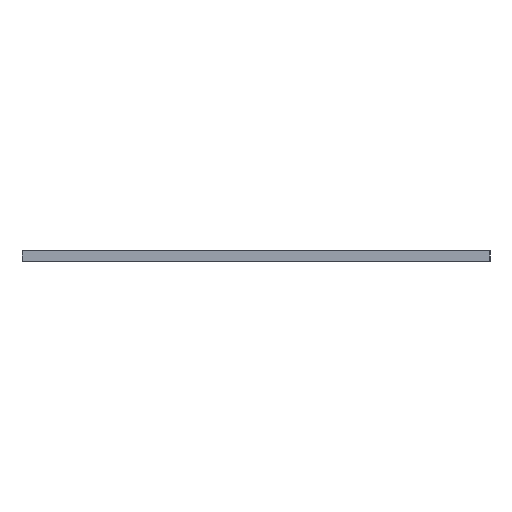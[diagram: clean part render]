
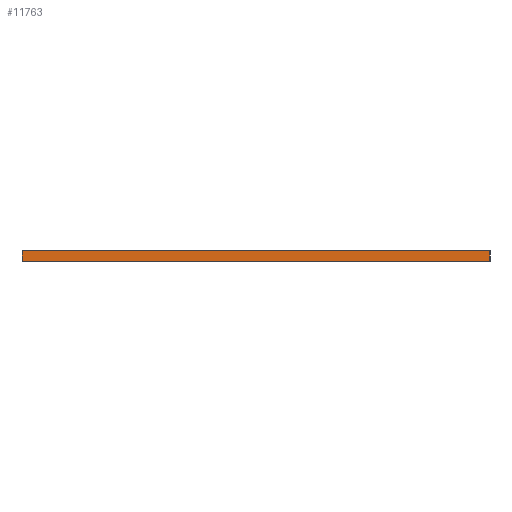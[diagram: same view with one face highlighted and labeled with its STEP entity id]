
A CAD part, left-side view. The second image highlights one B-rep face of the part: STEP entity #11763.
In plain terms, the highlighted planar face has unit normal (-1, 0, 0).
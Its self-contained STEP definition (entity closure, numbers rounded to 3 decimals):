
#358=FACE_OUTER_BOUND('',#1028,.T.);
#1028=EDGE_LOOP('',(#8758,#8759,#8760,#8761));
#1575=LINE('',#15632,#3244);
#1582=LINE('',#15645,#3251);
#2363=LINE('',#17228,#4032);
#2364=LINE('',#17229,#4033);
#3244=VECTOR('',#12798,10.);
#3251=VECTOR('',#12807,10.);
#4032=VECTOR('',#13842,10.);
#4033=VECTOR('',#13843,10.);
#4912=VERTEX_POINT('',#15628);
#4914=VERTEX_POINT('',#15631);
#4919=VERTEX_POINT('',#15643);
#5594=VERTEX_POINT('',#17227);
#6035=EDGE_CURVE('',#4914,#4912,#1575,.T.);
#6042=EDGE_CURVE('',#4919,#4912,#1582,.T.);
#6831=EDGE_CURVE('',#4919,#5594,#2363,.T.);
#6832=EDGE_CURVE('',#5594,#4914,#2364,.T.);
#8758=ORIENTED_EDGE('',*,*,#6035,.T.);
#8759=ORIENTED_EDGE('',*,*,#6042,.F.);
#8760=ORIENTED_EDGE('',*,*,#6831,.T.);
#8761=ORIENTED_EDGE('',*,*,#6832,.T.);
#11202=PLANE('',#12340);
#11763=ADVANCED_FACE('',(#358),#11202,.T.);
#12340=AXIS2_PLACEMENT_3D('',#17226,#13840,#13841);
#12798=DIRECTION('',(0.,0.,-1.));
#12807=DIRECTION('',(0.,1.,0.));
#13840=DIRECTION('center_axis',(-1.,0.,0.));
#13841=DIRECTION('ref_axis',(0.,0.,1.));
#13842=DIRECTION('',(0.,0.,1.));
#13843=DIRECTION('',(0.,1.,0.));
#15628=CARTESIAN_POINT('',(-544.905,128.197,7.49));
#15631=CARTESIAN_POINT('',(-544.905,128.197,10.49));
#15632=CARTESIAN_POINT('',(-544.905,128.197,7.49));
#15643=CARTESIAN_POINT('',(-544.905,-11.628,7.49));
#15645=CARTESIAN_POINT('',(-544.905,122.197,7.49));
#17226=CARTESIAN_POINT('Origin',(-544.905,122.197,7.49));
#17227=CARTESIAN_POINT('',(-544.905,-11.628,10.49));
#17228=CARTESIAN_POINT('',(-544.905,-11.628,7.49));
#17229=CARTESIAN_POINT('',(-544.905,-1.628,10.49));
